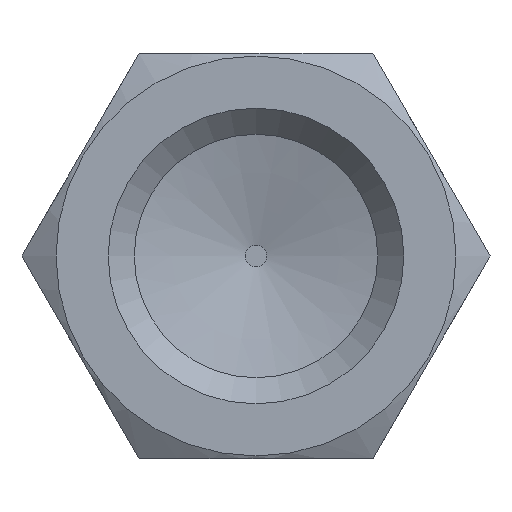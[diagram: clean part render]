
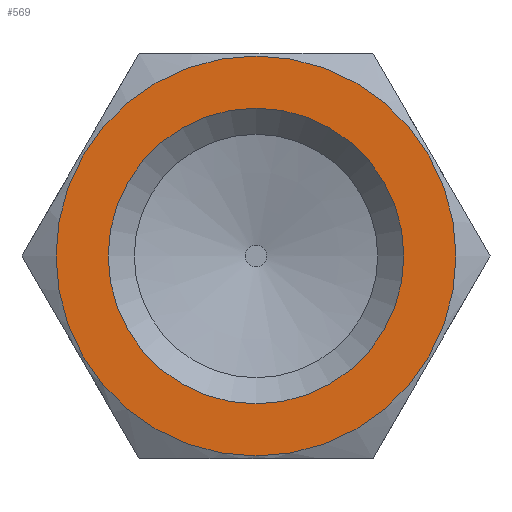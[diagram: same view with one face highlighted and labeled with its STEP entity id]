
A CAD part, left-side view. The second image highlights one B-rep face of the part: STEP entity #569.
In plain terms, the highlighted planar face has unit normal (-1, 0, 0).
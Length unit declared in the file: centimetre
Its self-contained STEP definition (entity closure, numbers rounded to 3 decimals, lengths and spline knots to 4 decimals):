
#97=FACE_BOUND('',#230,.T.);
#178=FACE_OUTER_BOUND('',#229,.T.);
#229=EDGE_LOOP('',(#514));
#230=EDGE_LOOP('',(#515));
#251=CIRCLE('',#619,0.94);
#255=CIRCLE('',#627,0.695);
#302=VERTEX_POINT('',#957);
#306=VERTEX_POINT('',#975);
#369=EDGE_CURVE('',#302,#302,#251,.T.);
#375=EDGE_CURVE('',#306,#306,#255,.T.);
#514=ORIENTED_EDGE('',*,*,#369,.F.);
#515=ORIENTED_EDGE('',*,*,#375,.T.);
#533=PLANE('',#634);
#569=ADVANCED_FACE('',(#178,#97),#533,.T.);
#619=AXIS2_PLACEMENT_3D('',#958,#749,#750);
#627=AXIS2_PLACEMENT_3D('',#976,#765,#766);
#634=AXIS2_PLACEMENT_3D('',#985,#779,#780);
#749=DIRECTION('center_axis',(1.,0.,0.));
#750=DIRECTION('ref_axis',(0.,1.,0.));
#765=DIRECTION('center_axis',(1.,0.,0.));
#766=DIRECTION('ref_axis',(0.,-1.,0.));
#779=DIRECTION('center_axis',(-1.,0.,0.));
#780=DIRECTION('ref_axis',(0.,0.,1.));
#957=CARTESIAN_POINT('',(0.,0.94,0.));
#958=CARTESIAN_POINT('Origin',(0.,0.,0.));
#975=CARTESIAN_POINT('',(0.,-0.695,0.));
#976=CARTESIAN_POINT('Origin',(0.,0.,0.));
#985=CARTESIAN_POINT('Origin',(0.,0.47,0.));
